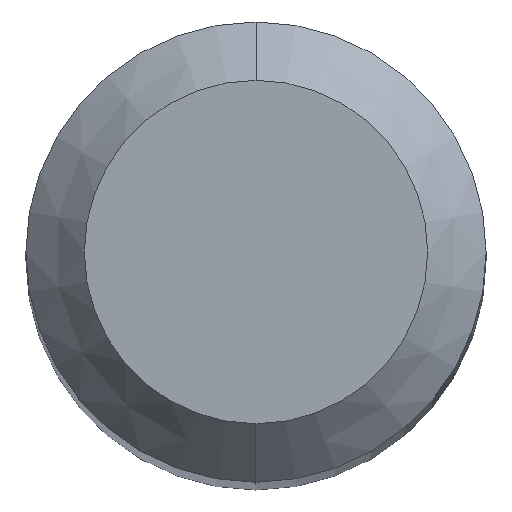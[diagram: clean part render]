
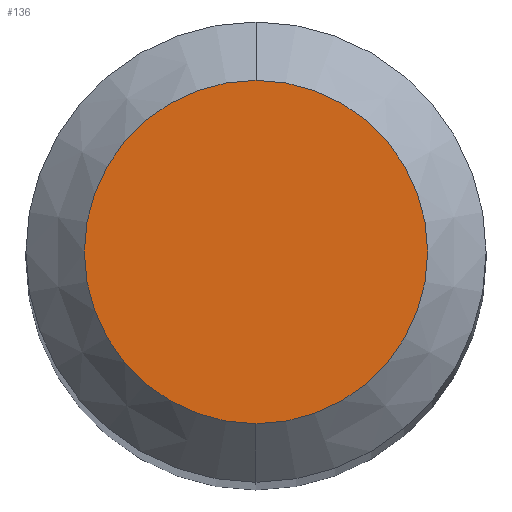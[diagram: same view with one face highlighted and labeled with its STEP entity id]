
A CAD part, top view. The second image highlights one B-rep face of the part: STEP entity #136.
In plain terms, the highlighted planar face has unit normal (0, 0, 1).
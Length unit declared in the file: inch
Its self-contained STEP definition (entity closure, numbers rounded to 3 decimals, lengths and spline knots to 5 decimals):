
#14 = FACE_OUTER_BOUND ( 'NONE', #148, .T. ) ;
#42 = ORIENTED_EDGE ( 'NONE', *, *, #350, .T. ) ;
#75 = AXIS2_PLACEMENT_3D ( 'NONE', #394, #262, #341 ) ;
#125 = VERTEX_POINT ( 'NONE', #310 ) ;
#135 = AXIS2_PLACEMENT_3D ( 'NONE', #366, #166, #317 ) ;
#136 = ADVANCED_FACE ( 'NONE', ( #14 ), #324, .F. ) ;
#148 = EDGE_LOOP ( 'NONE', ( #42, #486 ) ) ;
#152 = CARTESIAN_POINT ( 'NONE',  ( 0., 0.04405, 0. ) ) ;
#166 = DIRECTION ( 'NONE',  ( 0., 0., -1. ) ) ;
#206 = AXIS2_PLACEMENT_3D ( 'NONE', #226, #339, #498 ) ;
#226 = CARTESIAN_POINT ( 'NONE',  ( 0., 0., 0. ) ) ;
#262 = DIRECTION ( 'NONE',  ( 0., 0., 1. ) ) ;
#310 = CARTESIAN_POINT ( 'NONE',  ( 0., -0.04405, 0. ) ) ;
#317 = DIRECTION ( 'NONE',  ( 0., 1., 0. ) ) ;
#324 = PLANE ( 'NONE',  #135 ) ;
#327 = CIRCLE ( 'NONE', #206, 0.04405 ) ;
#339 = DIRECTION ( 'NONE',  ( 0., 0., 1. ) ) ;
#341 = DIRECTION ( 'NONE',  ( 0., -1., 0. ) ) ;
#350 = EDGE_CURVE ( 'NONE', #438, #125, #417, .T. ) ;
#366 = CARTESIAN_POINT ( 'NONE',  ( 0., 0.04405, 0. ) ) ;
#394 = CARTESIAN_POINT ( 'NONE',  ( 0., 0., 0. ) ) ;
#411 = EDGE_CURVE ( 'NONE', #125, #438, #327, .T. ) ;
#417 = CIRCLE ( 'NONE', #75, 0.04405 ) ;
#438 = VERTEX_POINT ( 'NONE', #152 ) ;
#486 = ORIENTED_EDGE ( 'NONE', *, *, #411, .T. ) ;
#498 = DIRECTION ( 'NONE',  ( 0., -1., 0. ) ) ;
